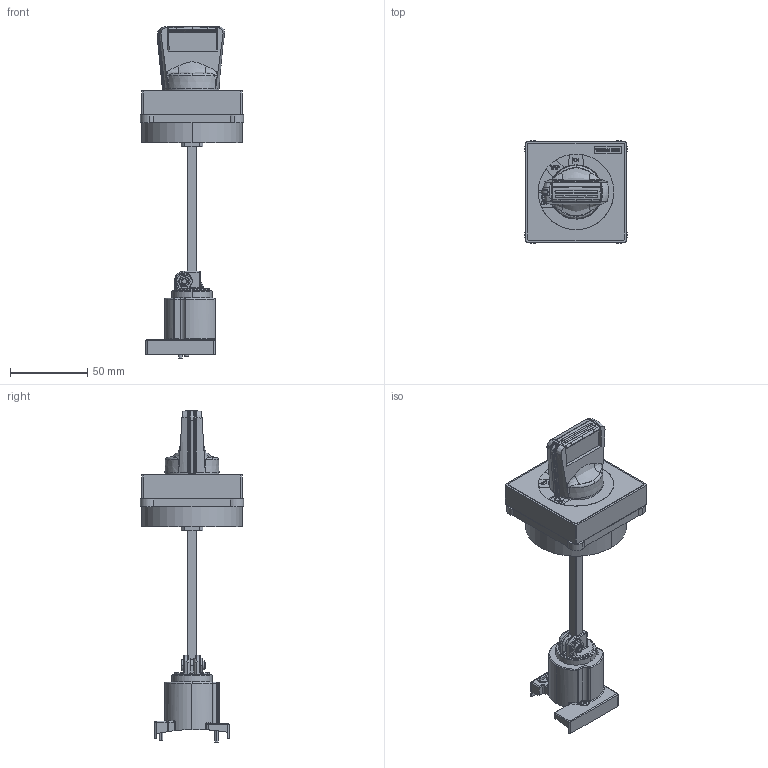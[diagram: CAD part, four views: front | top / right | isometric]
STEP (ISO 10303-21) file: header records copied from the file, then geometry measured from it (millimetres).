
FILE_DESCRIPTION(('STEP AP214'),'1');
FILE_NAME('cctmp_E92025EF-D7E5-404A-BB4A-B87C2535274D_2024_04_17_08_39_15_0620..stp','2024-04-17T06:39:16',('SIEMENS A&D'),('CADClick - www.CADClick.com'),'Spatial InterOp 3D postprocessed',' ','unknown authorization');
FILE_SCHEMA(('AUTOMOTIVE_DESIGN'));
Length unit declared in the file: millimetre
Products named in the file (1): 3RV2926-1C
Bounding box: 66.59 x 66.6 x 214.49 mm (x, y, z)
Volume: 162483.2 mm3; surface area: 49730.3 mm2
Topology: 1 solids, 2 shells, 1098 faces, 2933 edges, 1872 vertices
Faces by surface type: plane 559, cylinder 332, bspline 115, torus 48, cone 28, sphere 11, extrusion 5
Entity records: 48204 total; most frequent: CARTESIAN_POINT 17036, ORIENTED_EDGE 5824, DIRECTION 5220, EDGE_CURVE 2912, VERTEX_POINT 1872, AXIS2_PLACEMENT_3D 1744, VECTOR 1732, LINE 1727
